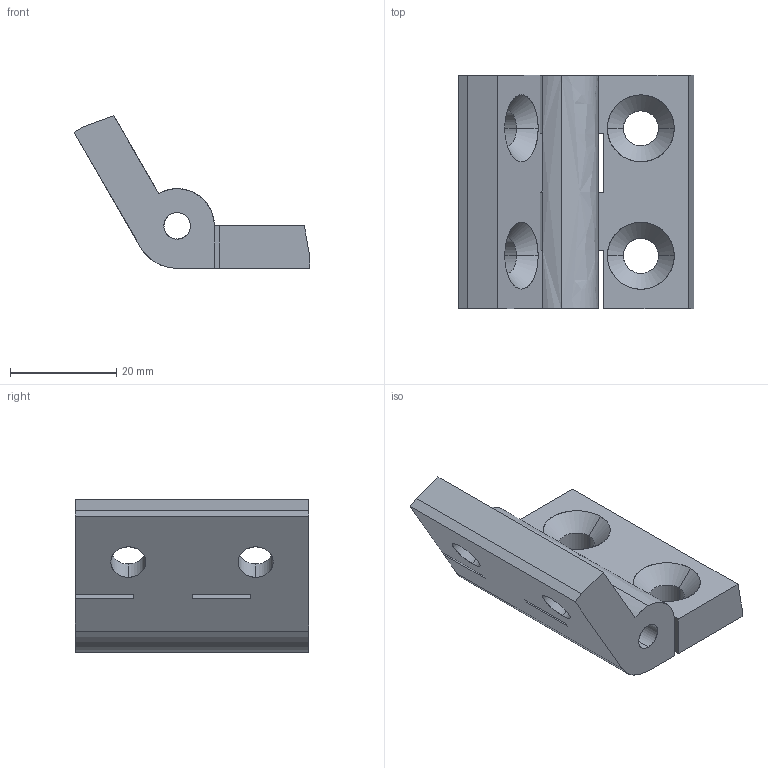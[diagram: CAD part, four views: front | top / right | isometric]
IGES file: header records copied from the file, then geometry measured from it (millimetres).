
Start section: SolidWorks IGES file using analytic representation for surfaces
Global section: file name: Äâåðíàÿ ïåòëÿ 30 ñåðèÿ (ïëàñòèê).IGS; native system: SolidWorks 2019; preprocessor: SolidWorks 2019; author: Êîíñòðóêòîð; date: 190403.143514; units: millimetre
Bounding box: 44.43 x 44 x 28.73 mm (x, y, z)
Surface area: 7964.5 mm2 (no closed solid volume)
Topology: 0 solids, 0 shells, 47 faces, 715 edges, 842 vertices
Faces by surface type: bspline 26, revolution 21
